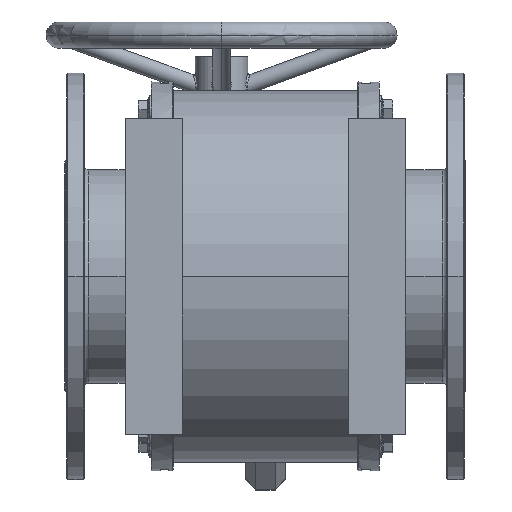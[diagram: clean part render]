
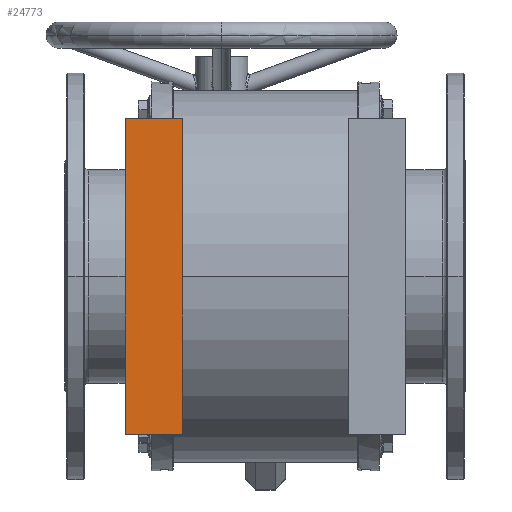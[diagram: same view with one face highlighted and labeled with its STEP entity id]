
A CAD part, front view. The second image highlights one B-rep face of the part: STEP entity #24773.
In plain terms, the highlighted planar face has unit normal (0, -1, 0).
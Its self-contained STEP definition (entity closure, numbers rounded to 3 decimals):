
#493 = VECTOR ( 'NONE', #3449, 1000. ) ;
#1839 = DIRECTION ( 'NONE',  ( 0., 0., 1. ) ) ;
#3449 = DIRECTION ( 'NONE',  ( 0., 0., 1. ) ) ;
#3700 = LINE ( 'NONE', #6024, #26114 ) ;
#3765 = CARTESIAN_POINT ( 'NONE',  ( -95., -278.5, 180. ) ) ;
#3835 = ORIENTED_EDGE ( 'NONE', *, *, #13256, .T. ) ;
#4601 = LINE ( 'NONE', #6655, #16466 ) ;
#5858 = ORIENTED_EDGE ( 'NONE', *, *, #21715, .T. ) ;
#6024 = CARTESIAN_POINT ( 'NONE',  ( -130., -278.5, -180. ) ) ;
#6655 = CARTESIAN_POINT ( 'NONE',  ( -160., -278.5, -180. ) ) ;
#9345 = CARTESIAN_POINT ( 'NONE',  ( -95., -278.5, -180. ) ) ;
#10068 = CARTESIAN_POINT ( 'NONE',  ( -130., -278.5, 0. ) ) ;
#11164 = VERTEX_POINT ( 'NONE', #18343 ) ;
#13256 = EDGE_CURVE ( 'NONE', #22337, #26987, #24254, .T. ) ;
#14295 = ORIENTED_EDGE ( 'NONE', *, *, #26772, .F. ) ;
#15019 = DIRECTION ( 'NONE',  ( 0., 0., 1. ) ) ;
#15956 = PLANE ( 'NONE',  #23834 ) ;
#16466 = VECTOR ( 'NONE', #15019, 1000. ) ;
#17105 = VECTOR ( 'NONE', #18539, 1000. ) ;
#18107 = CARTESIAN_POINT ( 'NONE',  ( -160., -278.5, 180. ) ) ;
#18124 = EDGE_CURVE ( 'NONE', #25528, #26987, #24959, .T. ) ;
#18343 = CARTESIAN_POINT ( 'NONE',  ( -160., -278.5, -180. ) ) ;
#18476 = DIRECTION ( 'NONE',  ( 1., 0., 0. ) ) ;
#18481 = CARTESIAN_POINT ( 'NONE',  ( -95., -278.5, -180. ) ) ;
#18539 = DIRECTION ( 'NONE',  ( 1., 0., 0. ) ) ;
#20181 = DIRECTION ( 'NONE',  ( 0., 1., 0. ) ) ;
#20581 = FACE_OUTER_BOUND ( 'NONE', #25764, .T. ) ;
#20858 = CARTESIAN_POINT ( 'NONE',  ( -130., -278.5, 180. ) ) ;
#21715 = EDGE_CURVE ( 'NONE', #11164, #22337, #3700, .T. ) ;
#22337 = VERTEX_POINT ( 'NONE', #18481 ) ;
#23834 = AXIS2_PLACEMENT_3D ( 'NONE', #10068, #20181, #1839 ) ;
#24254 = LINE ( 'NONE', #9345, #493 ) ;
#24773 = ADVANCED_FACE ( 'NONE', ( #20581 ), #15956, .F. ) ;
#24959 = LINE ( 'NONE', #20858, #17105 ) ;
#25400 = ORIENTED_EDGE ( 'NONE', *, *, #18124, .F. ) ;
#25528 = VERTEX_POINT ( 'NONE', #18107 ) ;
#25764 = EDGE_LOOP ( 'NONE', ( #5858, #3835, #25400, #14295 ) ) ;
#26114 = VECTOR ( 'NONE', #18476, 1000. ) ;
#26772 = EDGE_CURVE ( 'NONE', #11164, #25528, #4601, .T. ) ;
#26987 = VERTEX_POINT ( 'NONE', #3765 ) ;
